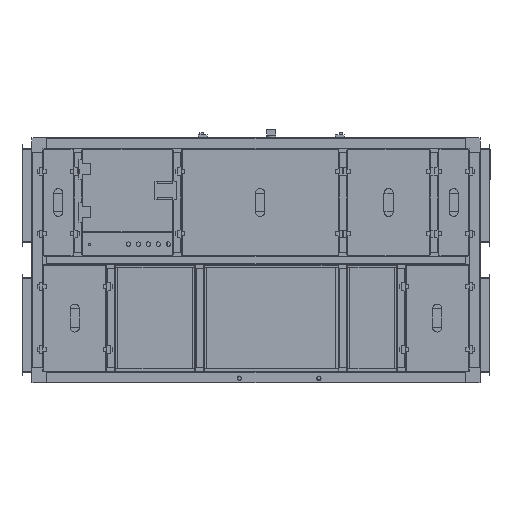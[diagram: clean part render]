
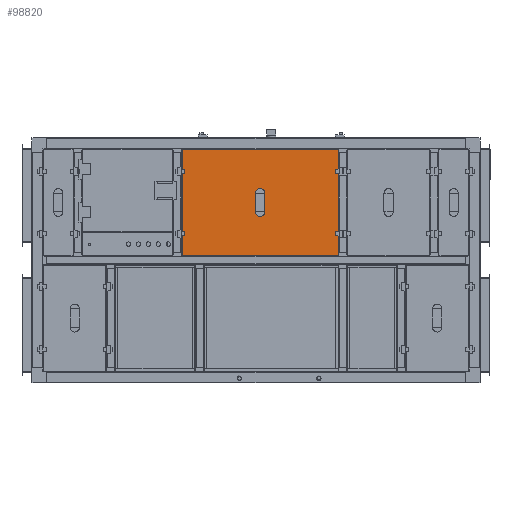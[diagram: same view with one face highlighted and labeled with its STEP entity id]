
A CAD part, front view. The second image highlights one B-rep face of the part: STEP entity #98820.
In plain terms, the highlighted face is planar.
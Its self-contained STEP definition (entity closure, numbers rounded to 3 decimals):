
#2818 = CARTESIAN_POINT ( 'NONE',  ( -391.7, 266.2, 0. ) ) ;
#3961 = LINE ( 'NONE', #146752, #38263 ) ;
#7297 = CARTESIAN_POINT ( 'NONE',  ( -391.7, -266.2, 0. ) ) ;
#10472 = CARTESIAN_POINT ( 'NONE',  ( 391.7, 266.2, 0. ) ) ;
#11786 = VECTOR ( 'NONE', #14824, 1000. ) ;
#14824 = DIRECTION ( 'NONE',  ( 0., -1., 0. ) ) ;
#16410 = EDGE_CURVE ( 'NONE', #131087, #24989, #3961, .T. ) ;
#18492 = LINE ( 'NONE', #7297, #102131 ) ;
#22069 = CARTESIAN_POINT ( 'NONE',  ( -391.7, 266.2, 0. ) ) ;
#24989 = VERTEX_POINT ( 'NONE', #22069 ) ;
#33606 = ORIENTED_EDGE ( 'NONE', *, *, #87625, .F. ) ;
#36450 = CARTESIAN_POINT ( 'NONE',  ( 391.7, -266.2, 0. ) ) ;
#37727 = CARTESIAN_POINT ( 'NONE',  ( -391.7, -266.2, 0. ) ) ;
#37988 = EDGE_LOOP ( 'NONE', ( #110617, #118781, #33606, #117205 ) ) ;
#38263 = VECTOR ( 'NONE', #56472, 1000. ) ;
#56472 = DIRECTION ( 'NONE',  ( -1., 0., 0. ) ) ;
#60342 = LINE ( 'NONE', #73255, #149889 ) ;
#68594 = FACE_OUTER_BOUND ( 'NONE', #37988, .T. ) ;
#69059 = LINE ( 'NONE', #2818, #11786 ) ;
#73255 = CARTESIAN_POINT ( 'NONE',  ( 391.7, 266.2, 0. ) ) ;
#83836 = EDGE_CURVE ( 'NONE', #94532, #87482, #18492, .T. ) ;
#87482 = VERTEX_POINT ( 'NONE', #36450 ) ;
#87625 = EDGE_CURVE ( 'NONE', #24989, #94532, #69059, .T. ) ;
#94532 = VERTEX_POINT ( 'NONE', #37727 ) ;
#96916 = CARTESIAN_POINT ( 'NONE',  ( 0., 0., 0. ) ) ;
#98820 = ADVANCED_FACE ( 'NONE', ( #68594 ), #137310, .T. ) ;
#99777 = EDGE_CURVE ( 'NONE', #87482, #131087, #60342, .T. ) ;
#101589 = DIRECTION ( 'NONE',  ( 0., 1., 0. ) ) ;
#102131 = VECTOR ( 'NONE', #111438, 1000. ) ;
#110617 = ORIENTED_EDGE ( 'NONE', *, *, #99777, .F. ) ;
#111438 = DIRECTION ( 'NONE',  ( 1., 0., 0. ) ) ;
#117205 = ORIENTED_EDGE ( 'NONE', *, *, #16410, .F. ) ;
#118781 = ORIENTED_EDGE ( 'NONE', *, *, #83836, .F. ) ;
#123589 = DIRECTION ( 'NONE',  ( 0., 0., -1. ) ) ;
#124424 = DIRECTION ( 'NONE',  ( 0., -1., 0. ) ) ;
#131087 = VERTEX_POINT ( 'NONE', #10472 ) ;
#137310 = PLANE ( 'NONE',  #166772 ) ;
#146752 = CARTESIAN_POINT ( 'NONE',  ( -391.7, 266.2, 0. ) ) ;
#149889 = VECTOR ( 'NONE', #101589, 1000. ) ;
#166772 = AXIS2_PLACEMENT_3D ( 'NONE', #96916, #123589, #124424 ) ;
